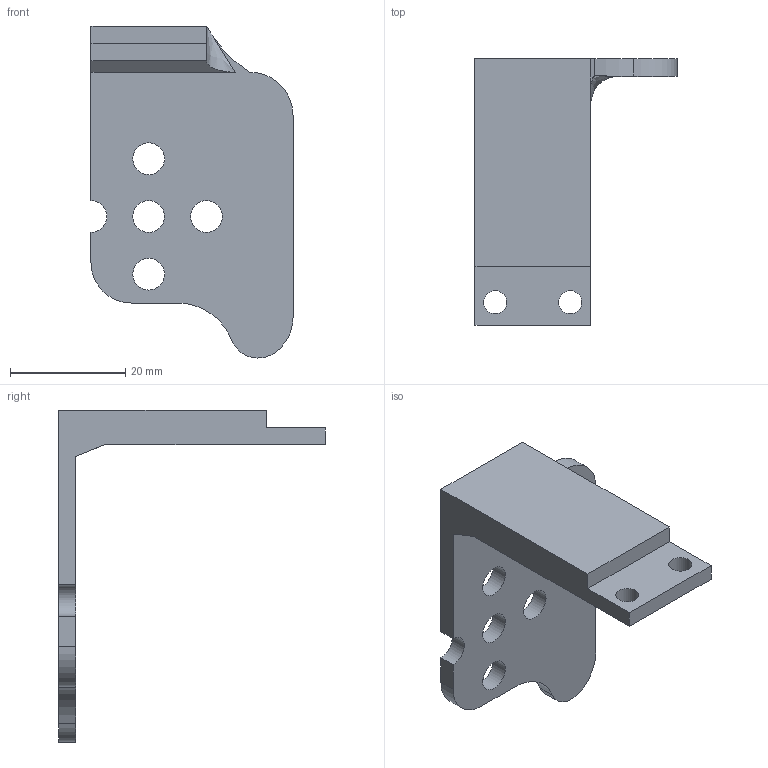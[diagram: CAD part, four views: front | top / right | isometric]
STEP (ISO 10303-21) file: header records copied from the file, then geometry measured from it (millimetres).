
FILE_DESCRIPTION(/* description */ (''),/* implementation_level */ '2;1');
FILE_NAME(/* name */ 'ATC_L_v2 v17.step',/* time_stamp */ '2021-03-20T21:58:05+01:00',/* author */ (''),/* organization */ (''),/* preprocessor_version */ 'ST-DEVELOPER v18.1',/* originating_system */ 'Autodesk Translation Framework v9.10.0.1330',/* authorisation */ '');
FILE_SCHEMA (('AUTOMOTIVE_DESIGN { 1 0 10303 214 3 1 1 }'));
Length unit declared in the file: millimetre
Products named in the file (2): ATC_L_v2; ATC_Y_Axis_Slider_Down_BEARBEITET v7
Assembly tree (1 placements, depth 2):
  ATC_L_v2
    ATC_Y_Axis_Slider_Down_BEARBEITET v7
Bounding box: 35 x 46.2 x 57.52 mm (x, y, z)
Volume: 9281.6 mm3; surface area: 6012.5 mm2
Topology: 1 solids, 1 shells, 28 faces, 77 edges, 51 vertices
Faces by surface type: plane 14, cylinder 13, bspline 1
Full cylindrical faces by diameter (mm): 4 x2, 5.5 x4
Entity records: 1067 total; most frequent: CARTESIAN_POINT 245, DIRECTION 160, ORIENTED_EDGE 154, EDGE_CURVE 77, AXIS2_PLACEMENT_3D 56, VERTEX_POINT 51, LINE 48, VECTOR 48
